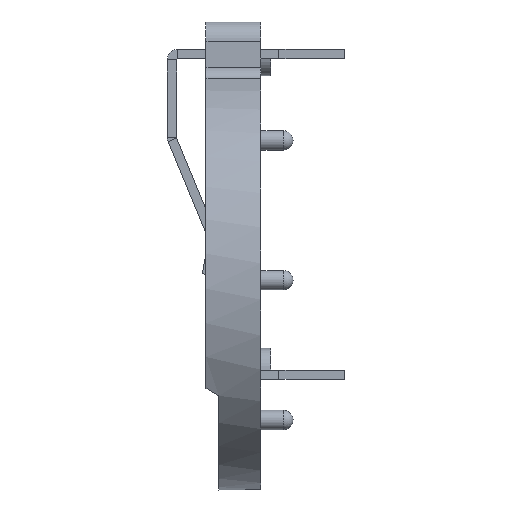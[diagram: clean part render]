
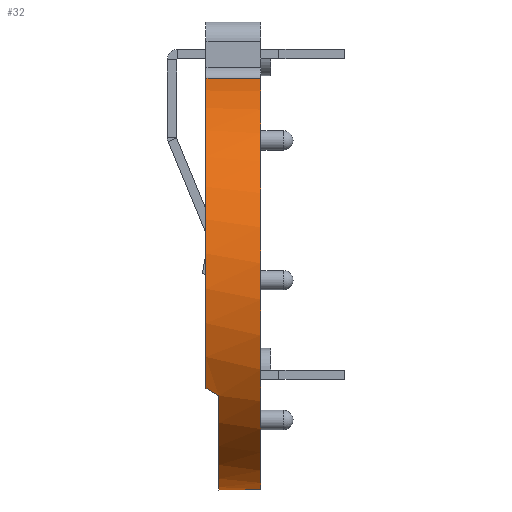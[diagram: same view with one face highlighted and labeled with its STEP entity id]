
A CAD part, left-side view. The second image highlights one B-rep face of the part: STEP entity #32.
In plain terms, the highlighted cylindrical face has radius 16.51 mm (diameter 33.02 mm), a partial arc.
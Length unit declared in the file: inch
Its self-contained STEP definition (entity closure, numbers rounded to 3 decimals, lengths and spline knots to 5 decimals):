
#26 = EDGE_CURVE ( 'NONE', #570, #690, #2445, .T. ) ;
#32 = ADVANCED_FACE ( 'NONE', ( #1435 ), #1109, .T. ) ;
#86 = EDGE_CURVE ( 'NONE', #690, #2384, #398, .T. ) ;
#140 = CARTESIAN_POINT ( 'NONE',  ( 0.17555, 0.17, 0.62585 ) ) ;
#155 = VERTEX_POINT ( 'NONE', #2565 ) ;
#189 = AXIS2_PLACEMENT_3D ( 'NONE', #1337, #1555, #2744 ) ;
#190 = CARTESIAN_POINT ( 'NONE',  ( 0.17555, -1.58902, 0.62585 ) ) ;
#204 = CARTESIAN_POINT ( 'NONE',  ( -0.17555, -1.58902, 0.62585 ) ) ;
#219 = AXIS2_PLACEMENT_3D ( 'NONE', #1831, #657, #886 ) ;
#241 = VERTEX_POINT ( 'NONE', #2374 ) ;
#262 = DIRECTION ( 'NONE',  ( 0., 1., 0. ) ) ;
#263 = EDGE_CURVE ( 'NONE', #2533, #241, #335, .T. ) ;
#335 = CIRCLE ( 'NONE', #2980, 0.65 ) ;
#342 = DIRECTION ( 'NONE',  ( 0., 0., 1. ) ) ;
#393 = ORIENTED_EDGE ( 'NONE', *, *, #1704, .T. ) ;
#398 =( BOUNDED_CURVE ( )  B_SPLINE_CURVE ( 3, ( #2964, #1379, #1858, #444 ),
 .UNSPECIFIED., .F., .F. ) 
 B_SPLINE_CURVE_WITH_KNOTS ( ( 4, 4 ),
 ( 4.12893, 4.17093 ),
 .UNSPECIFIED. ) 
 CURVE ( )  GEOMETRIC_REPRESENTATION_ITEM ( )  RATIONAL_B_SPLINE_CURVE ( ( 1., 1., 1., 1. ) ) 
 REPRESENTATION_ITEM ( '' )  );
#444 = CARTESIAN_POINT ( 'NONE',  ( 0.55702, 0.17, -0.335 ) ) ;
#469 = CARTESIAN_POINT ( 'NONE',  ( -0.55233, 0.15649, -0.3428 ) ) ;
#556 = VERTEX_POINT ( 'NONE', #2992 ) ;
#570 = VERTEX_POINT ( 'NONE', #2335 ) ;
#627 = EDGE_CURVE ( 'NONE', #241, #556, #974, .T. ) ;
#649 = ORIENTED_EDGE ( 'NONE', *, *, #1878, .F. ) ;
#655 = VECTOR ( 'NONE', #262, 39.37008 ) ;
#657 = DIRECTION ( 'NONE',  ( 0., 1., 0. ) ) ;
#673 = EDGE_CURVE ( 'NONE', #570, #155, #1258, .T. ) ;
#676 = ORIENTED_EDGE ( 'NONE', *, *, #263, .T. ) ;
#690 = VERTEX_POINT ( 'NONE', #1178 ) ;
#755 = ORIENTED_EDGE ( 'NONE', *, *, #26, .T. ) ;
#884 = CIRCLE ( 'NONE', #2603, 0.65 ) ;
#886 = DIRECTION ( 'NONE',  ( 0., 0., 1. ) ) ;
#922 = CARTESIAN_POINT ( 'NONE',  ( -0.54748, 0.14316, -0.3505 ) ) ;
#937 = CIRCLE ( 'NONE', #189, 0.65 ) ;
#974 = LINE ( 'NONE', #204, #655 ) ;
#985 = DIRECTION ( 'NONE',  ( 0., 1., 0. ) ) ;
#995 = CARTESIAN_POINT ( 'NONE',  ( 0., 0.17, 0. ) ) ;
#1109 = CYLINDRICAL_SURFACE ( 'NONE', #219, 0.65 ) ;
#1119 = ORIENTED_EDGE ( 'NONE', *, *, #627, .T. ) ;
#1156 = ORIENTED_EDGE ( 'NONE', *, *, #673, .F. ) ;
#1178 = CARTESIAN_POINT ( 'NONE',  ( 0.54247, 0.13, -0.35809 ) ) ;
#1258 =( BOUNDED_CURVE ( )  B_SPLINE_CURVE ( 3, ( #1402, #922, #469, #2342 ),
 .UNSPECIFIED., .F., .T. ) 
 B_SPLINE_CURVE_WITH_KNOTS ( ( 4, 4 ),
 ( 4.12893, 4.17093 ),
 .UNSPECIFIED. ) 
 CURVE ( )  GEOMETRIC_REPRESENTATION_ITEM ( )  RATIONAL_B_SPLINE_CURVE ( ( 1., 1., 1., 1. ) ) 
 REPRESENTATION_ITEM ( '' )  );
#1337 = CARTESIAN_POINT ( 'NONE',  ( 0., 0.17, 0. ) ) ;
#1379 = CARTESIAN_POINT ( 'NONE',  ( 0.54748, 0.14316, -0.3505 ) ) ;
#1402 = CARTESIAN_POINT ( 'NONE',  ( -0.54247, 0.13, -0.35809 ) ) ;
#1435 = FACE_OUTER_BOUND ( 'NONE', #1867, .T. ) ;
#1546 = VECTOR ( 'NONE', #1834, 39.37008 ) ;
#1555 = DIRECTION ( 'NONE',  ( 0., 1., 0. ) ) ;
#1592 = AXIS2_PLACEMENT_3D ( 'NONE', #2310, #2047, #2290 ) ;
#1686 = CARTESIAN_POINT ( 'NONE',  ( 0.55702, 0.17, -0.335 ) ) ;
#1704 = EDGE_CURVE ( 'NONE', #2384, #2055, #884, .T. ) ;
#1715 = ORIENTED_EDGE ( 'NONE', *, *, #86, .T. ) ;
#1831 = CARTESIAN_POINT ( 'NONE',  ( 0., -1.58902, 0. ) ) ;
#1834 = DIRECTION ( 'NONE',  ( 0., 1., 0. ) ) ;
#1858 = CARTESIAN_POINT ( 'NONE',  ( 0.55233, 0.15649, -0.3428 ) ) ;
#1867 = EDGE_LOOP ( 'NONE', ( #755, #1715, #393, #649, #676, #1119, #2093, #1156 ) ) ;
#1878 = EDGE_CURVE ( 'NONE', #2533, #2055, #2585, .T. ) ;
#2020 = EDGE_CURVE ( 'NONE', #155, #556, #937, .T. ) ;
#2047 = DIRECTION ( 'NONE',  ( 0., -1., 0. ) ) ;
#2055 = VERTEX_POINT ( 'NONE', #140 ) ;
#2093 = ORIENTED_EDGE ( 'NONE', *, *, #2020, .F. ) ;
#2153 = DIRECTION ( 'NONE',  ( 0., 0., 1. ) ) ;
#2290 = DIRECTION ( 'NONE',  ( 0., 0., -1. ) ) ;
#2310 = CARTESIAN_POINT ( 'NONE',  ( 0., 0.13, 0. ) ) ;
#2335 = CARTESIAN_POINT ( 'NONE',  ( -0.54247, 0.13, -0.35809 ) ) ;
#2342 = CARTESIAN_POINT ( 'NONE',  ( -0.55702, 0.17, -0.335 ) ) ;
#2374 = CARTESIAN_POINT ( 'NONE',  ( -0.17555, 0., 0.62585 ) ) ;
#2384 = VERTEX_POINT ( 'NONE', #1686 ) ;
#2410 = CARTESIAN_POINT ( 'NONE',  ( 0., 0., 0. ) ) ;
#2445 = CIRCLE ( 'NONE', #1592, 0.65 ) ;
#2533 = VERTEX_POINT ( 'NONE', #2933 ) ;
#2565 = CARTESIAN_POINT ( 'NONE',  ( -0.55702, 0.17, -0.335 ) ) ;
#2585 = LINE ( 'NONE', #190, #1546 ) ;
#2603 = AXIS2_PLACEMENT_3D ( 'NONE', #995, #2644, #2153 ) ;
#2644 = DIRECTION ( 'NONE',  ( 0., -1., 0. ) ) ;
#2744 = DIRECTION ( 'NONE',  ( 0., 0., 1. ) ) ;
#2933 = CARTESIAN_POINT ( 'NONE',  ( 0.17555, 0., 0.62585 ) ) ;
#2964 = CARTESIAN_POINT ( 'NONE',  ( 0.54247, 0.13, -0.35809 ) ) ;
#2980 = AXIS2_PLACEMENT_3D ( 'NONE', #2410, #985, #342 ) ;
#2992 = CARTESIAN_POINT ( 'NONE',  ( -0.17555, 0.17, 0.62585 ) ) ;
